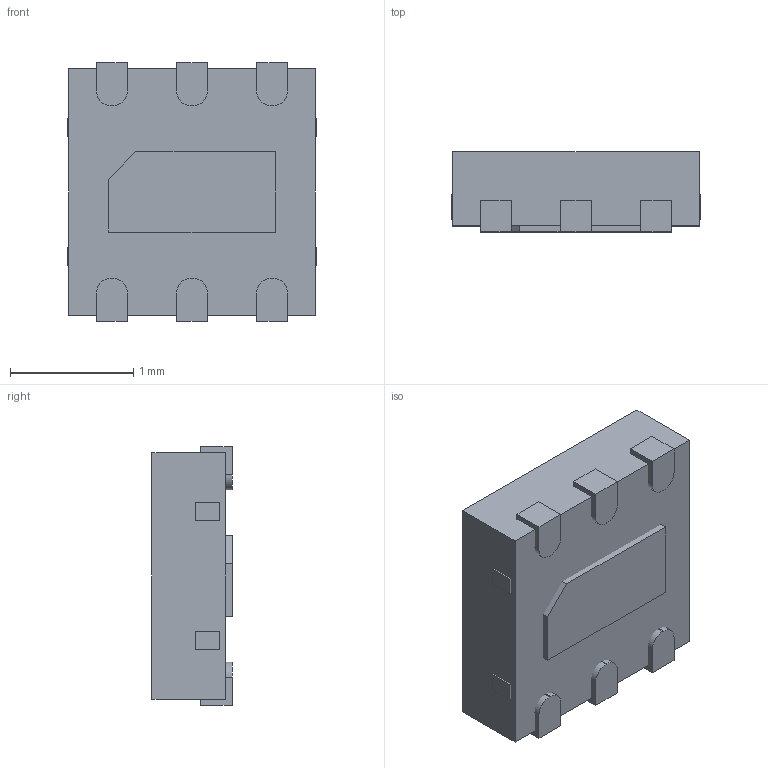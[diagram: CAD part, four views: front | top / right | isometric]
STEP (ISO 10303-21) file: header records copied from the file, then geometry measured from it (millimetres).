
FILE_DESCRIPTION (( 'STEP AP214' ), '1' );
FILE_NAME ('User Library-TDFN-6-OPTO.STEP', '2017-08-15T07:51:39', ( 'Windows User' ), ( '' ), 'SwSTEP 2.0', 'SolidWorks 2017', '' );
FILE_SCHEMA (( 'AUTOMOTIVE_DESIGN' ));
Length unit declared in the file: millimetre
Products named in the file (1): User Library-TDFN-6-OPTO
Bounding box: 2.02 x 0.65 x 2.1 mm (x, y, z)
Surface area: 24.2 mm2
Topology: 10 solids, 10 shells, 85 faces, 195 edges, 130 vertices
Faces by surface type: plane 69, cylinder 16
Entity records: 3431 total; most frequent: CARTESIAN_POINT 411, DIRECTION 399, ORIENTED_EDGE 390, EDGE_CURVE 195, LINE 163, VECTOR 163, VERTEX_POINT 130, AXIS2_PLACEMENT_3D 118
